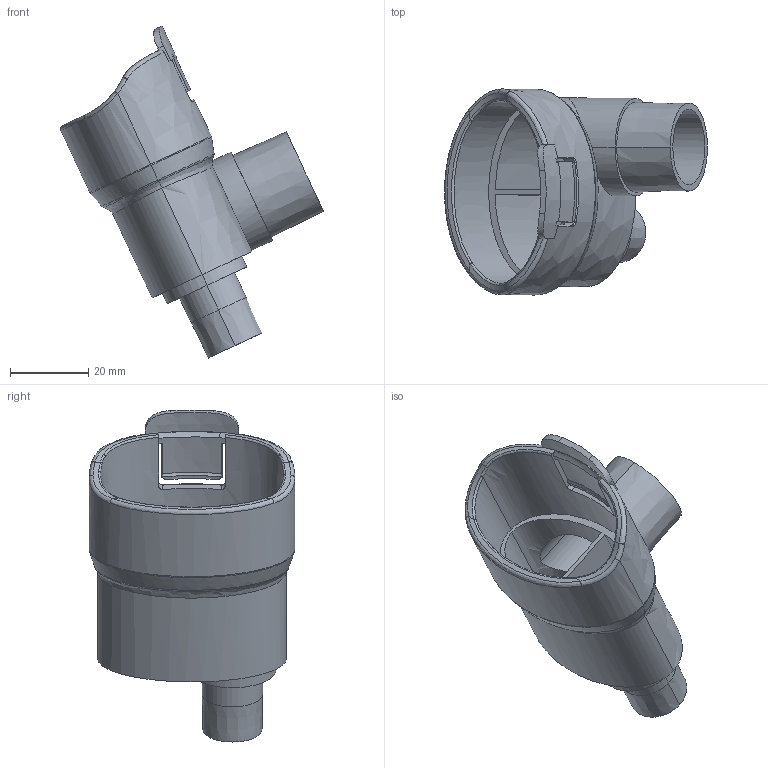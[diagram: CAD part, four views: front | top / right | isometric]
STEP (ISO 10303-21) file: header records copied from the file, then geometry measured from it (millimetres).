
FILE_DESCRIPTION((''),'2;1');
FILE_NAME('TUBO_VALVOLA_DUKE','2020-03-24T20:24:24',('Carlos'),('Cressi spa'),'CREO PARAMETRIC BY PTC INC, 2018500','CREO PARAMETRIC BY PTC INC, 2018500','');
FILE_SCHEMA(('CONFIG_CONTROL_DESIGN'));
Length unit declared in the file: millimetre
Products named in the file (1): TUBO_VALVOLA_DUKE
Bounding box: 67.28 x 52.7 x 84.98 mm (x, y, z)
Volume: 23191.6 mm3; surface area: 21088.4 mm2
Topology: 1 solids, 1 shells, 105 faces, 272 edges, 172 vertices
Faces by surface type: bspline 42, plane 31, cylinder 18, extrusion 10, cone 4
Entity records: 8392 total; most frequent: CARTESIAN_POINT 6209, ORIENTED_EDGE 544, EDGE_CURVE 272, DIRECTION 261, VERTEX_POINT 172, B_SPLINE_CURVE_WITH_KNOTS 166, EDGE_LOOP 114, FACE_OUTER_BOUND 105
